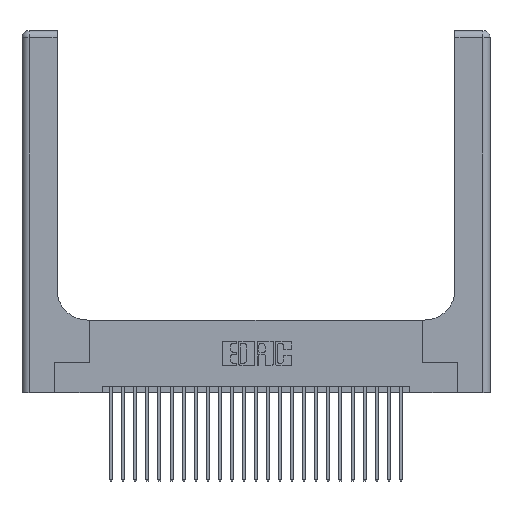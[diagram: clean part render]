
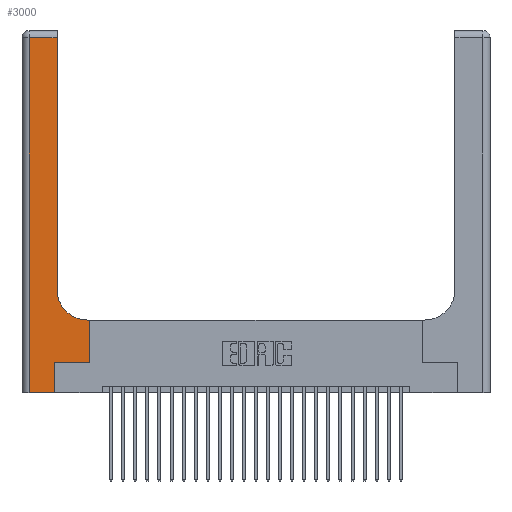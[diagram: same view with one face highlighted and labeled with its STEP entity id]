
A CAD part, top view. The second image highlights one B-rep face of the part: STEP entity #3000.
In plain terms, the highlighted planar face has unit normal (0, 0, 1).
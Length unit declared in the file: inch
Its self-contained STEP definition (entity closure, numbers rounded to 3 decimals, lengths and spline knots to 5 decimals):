
#29 = VECTOR ( 'NONE', #19078, 39.37008 ) ;
#876 = FACE_OUTER_BOUND ( 'NONE', #9027, .T. ) ;
#890 = ORIENTED_EDGE ( 'NONE', *, *, #20198, .T. ) ;
#1895 = VECTOR ( 'NONE', #26481, 39.37008 ) ;
#2445 = CARTESIAN_POINT ( 'NONE',  ( 0.5585, 0.25, 0.37 ) ) ;
#3000 = ADVANCED_FACE ( 'NONE', ( #876 ), #4175, .F. ) ;
#3637 = CARTESIAN_POINT ( 'NONE',  ( 0.06, 0., 0.37 ) ) ;
#3774 = EDGE_CURVE ( 'NONE', #8964, #20010, #9655, .T. ) ;
#4079 = CARTESIAN_POINT ( 'NONE',  ( 0.2915, 2.94, 0.37 ) ) ;
#4175 = PLANE ( 'NONE',  #18663 ) ;
#4530 = DIRECTION ( 'NONE',  ( 0., 1., 0. ) ) ;
#4779 = CARTESIAN_POINT ( 'NONE',  ( 0.269, 0.25, 0.37 ) ) ;
#5071 = EDGE_CURVE ( 'NONE', #9318, #21924, #11958, .T. ) ;
#5130 = CARTESIAN_POINT ( 'NONE',  ( 0.5585, 0.6, 0.37 ) ) ;
#5390 = DIRECTION ( 'NONE',  ( -1., 0., 0. ) ) ;
#6796 = EDGE_CURVE ( 'NONE', #22803, #9318, #23539, .T. ) ;
#6846 = DIRECTION ( 'NONE',  ( 1., 0., 0. ) ) ;
#7538 = VECTOR ( 'NONE', #15727, 39.37008 ) ;
#7580 = CARTESIAN_POINT ( 'NONE',  ( 0.2915, 0.6, 0.37 ) ) ;
#8373 = CARTESIAN_POINT ( 'NONE',  ( 0., 3., 0.37 ) ) ;
#8487 = ORIENTED_EDGE ( 'NONE', *, *, #14860, .T. ) ;
#8502 = ORIENTED_EDGE ( 'NONE', *, *, #6796, .T. ) ;
#8964 = VERTEX_POINT ( 'NONE', #18733 ) ;
#9024 = ORIENTED_EDGE ( 'NONE', *, *, #15658, .T. ) ;
#9027 = EDGE_LOOP ( 'NONE', ( #14069, #890, #9024, #17294, #8487, #19440, #21366, #8502, #25861 ) ) ;
#9250 = CARTESIAN_POINT ( 'NONE',  ( 0.5415, 0.85, 0.37 ) ) ;
#9270 = CARTESIAN_POINT ( 'NONE',  ( 0.2915, 3., 0.37 ) ) ;
#9318 = VERTEX_POINT ( 'NONE', #9355 ) ;
#9355 = CARTESIAN_POINT ( 'NONE',  ( 0.5415, 0.6, 0.37 ) ) ;
#9655 = LINE ( 'NONE', #4779, #15252 ) ;
#10486 = DIRECTION ( 'NONE',  ( -1., 0., 0. ) ) ;
#10658 = CARTESIAN_POINT ( 'NONE',  ( 0.2915, 0.85, 0.37 ) ) ;
#10727 = CARTESIAN_POINT ( 'NONE',  ( 0.06, 3., 0.37 ) ) ;
#10826 = VECTOR ( 'NONE', #5390, 39.37008 ) ;
#11396 = DIRECTION ( 'NONE',  ( 1., 0., 0. ) ) ;
#11725 = AXIS2_PLACEMENT_3D ( 'NONE', #9250, #23960, #11396 ) ;
#11958 = CIRCLE ( 'NONE', #11725, 0.25 ) ;
#12177 = LINE ( 'NONE', #23863, #22659 ) ;
#12348 = VERTEX_POINT ( 'NONE', #4079 ) ;
#13086 = CARTESIAN_POINT ( 'NONE',  ( 0.269, 0., 0.37 ) ) ;
#13398 = DIRECTION ( 'NONE',  ( 1., 0., 0. ) ) ;
#13540 = LINE ( 'NONE', #14303, #18448 ) ;
#14069 = ORIENTED_EDGE ( 'NONE', *, *, #26887, .T. ) ;
#14303 = CARTESIAN_POINT ( 'NONE',  ( 0.269, 0., 0.37 ) ) ;
#14860 = EDGE_CURVE ( 'NONE', #18778, #8964, #13540, .T. ) ;
#15252 = VECTOR ( 'NONE', #6846, 39.37008 ) ;
#15658 = EDGE_CURVE ( 'NONE', #21019, #19124, #22996, .T. ) ;
#15727 = DIRECTION ( 'NONE',  ( 0., 1., 0. ) ) ;
#15857 = EDGE_CURVE ( 'NONE', #19124, #18778, #12177, .T. ) ;
#16403 = DIRECTION ( 'NONE',  ( 0., 1., 0. ) ) ;
#17294 = ORIENTED_EDGE ( 'NONE', *, *, #15857, .T. ) ;
#18448 = VECTOR ( 'NONE', #16403, 39.37008 ) ;
#18663 = AXIS2_PLACEMENT_3D ( 'NONE', #8373, #23061, #10486 ) ;
#18733 = CARTESIAN_POINT ( 'NONE',  ( 0.269, 0.25, 0.37 ) ) ;
#18778 = VERTEX_POINT ( 'NONE', #13086 ) ;
#19078 = DIRECTION ( 'NONE',  ( 0., -1., 0. ) ) ;
#19124 = VERTEX_POINT ( 'NONE', #3637 ) ;
#19440 = ORIENTED_EDGE ( 'NONE', *, *, #3774, .T. ) ;
#20010 = VERTEX_POINT ( 'NONE', #21458 ) ;
#20082 = CARTESIAN_POINT ( 'NONE',  ( 0., 2.94, 0.37 ) ) ;
#20198 = EDGE_CURVE ( 'NONE', #12348, #21019, #26874, .T. ) ;
#20587 = CARTESIAN_POINT ( 'NONE',  ( 0.06, 2.94, 0.37 ) ) ;
#21019 = VERTEX_POINT ( 'NONE', #20587 ) ;
#21366 = ORIENTED_EDGE ( 'NONE', *, *, #21957, .T. ) ;
#21458 = CARTESIAN_POINT ( 'NONE',  ( 0.5585, 0.25, 0.37 ) ) ;
#21924 = VERTEX_POINT ( 'NONE', #10658 ) ;
#21957 = EDGE_CURVE ( 'NONE', #20010, #22803, #25160, .T. ) ;
#22659 = VECTOR ( 'NONE', #13398, 39.37008 ) ;
#22803 = VERTEX_POINT ( 'NONE', #5130 ) ;
#22996 = LINE ( 'NONE', #10727, #29 ) ;
#23061 = DIRECTION ( 'NONE',  ( 0., 0., -1. ) ) ;
#23539 = LINE ( 'NONE', #7580, #1895 ) ;
#23863 = CARTESIAN_POINT ( 'NONE',  ( 0., 0., 0.37 ) ) ;
#23960 = DIRECTION ( 'NONE',  ( 0., 0., -1. ) ) ;
#24531 = VECTOR ( 'NONE', #4530, 39.37008 ) ;
#24938 = LINE ( 'NONE', #9270, #7538 ) ;
#25160 = LINE ( 'NONE', #2445, #24531 ) ;
#25861 = ORIENTED_EDGE ( 'NONE', *, *, #5071, .T. ) ;
#26481 = DIRECTION ( 'NONE',  ( -1., 0., 0. ) ) ;
#26874 = LINE ( 'NONE', #20082, #10826 ) ;
#26887 = EDGE_CURVE ( 'NONE', #21924, #12348, #24938, .T. ) ;
